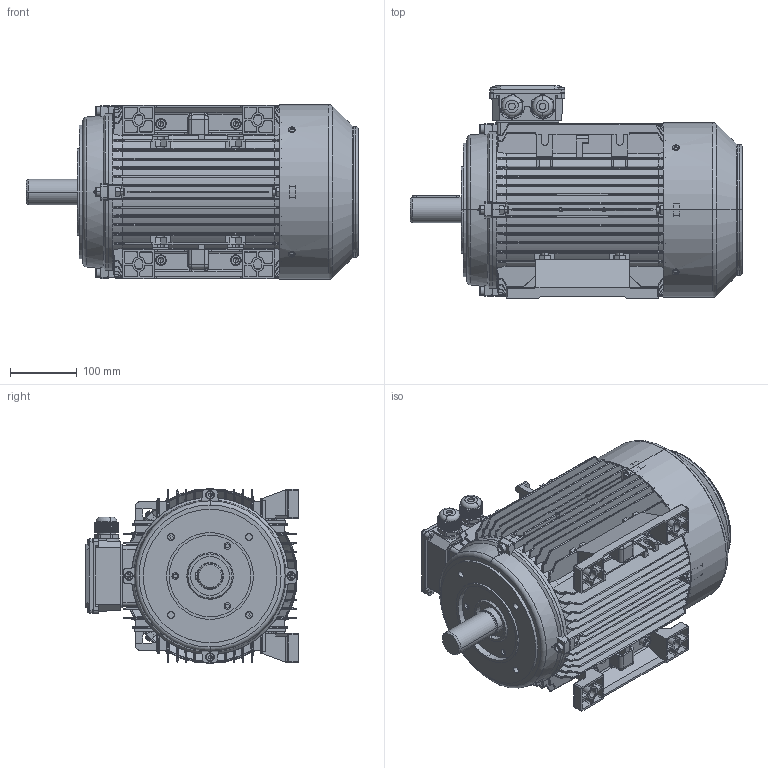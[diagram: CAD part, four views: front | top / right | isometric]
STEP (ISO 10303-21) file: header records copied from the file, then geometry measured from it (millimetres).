
FILE_DESCRIPTION (( 'STEP AP203' ), '1' );
FILE_NAME ('T132M B34(·½).STEP', '2015-04-27T01:27:06', ( 'USER' ), ( 'MS' ), 'SwSTEP 2.0', 'SolidWorks 2008', '' );
FILE_SCHEMA (( 'CONFIG_CONTROL_DESIGN' ));
Products named in the file (17): T132M B34(源); TA132后盖1_默认; TA132风罩_默认; 112-132出线螺套_默认; Hexagon nuts grade C GB_GB_FASTENER_NUT_SNC1 M10-N; Hexagon socket head cap screws GB_GB_FASTENER_SCREWS_HSHCS M10X30-N; T132M机壳_默认; T132M底脚_默认; T132M转轴_默认; 132风叶_默认; Plain parallel keys_GB_CONNECTING_PIECE_KEYS_CSK 10X70; Hexagon nuts grade C GB_GB_FASTENER_NUT_SNC1 M8-N; Hexagon socket head cap screws GB_GB_FASTENER_SCREWS_HSHCS M8X35-N; MS132接线盒座_默认; MS132接线盒盖_默认; Cross recessed thread forming screws GB_GB_CROSS_SCREWS_TYPE138 M5X12-N; TA132B14法兰1_默认
Assembly tree (45 placements, depth 2):
  T132M B34(源)
    112-132出线螺套_默认  x2
    Hexagon socket head cap screws GB_GB_FASTENER_SCREWS_HSHCS M10X30-N  x4
    MS132接线盒盖_默认
    Hexagon socket head cap screws GB_GB_FASTENER_SCREWS_HSHCS M8X35-N  x8
    Cross recessed thread forming screws GB_GB_CROSS_SCREWS_TYPE138 M5X12-N  x8
    MS132接线盒座_默认
    TA132风罩_默认
    Hexagon nuts grade C GB_GB_FASTENER_NUT_SNC1 M8-N  x8
    T132M底脚_默认  x2
    TA132后盖1_默认
    Hexagon nuts grade C GB_GB_FASTENER_NUT_SNC1 M10-N  x4
    T132M机壳_默认
    T132M转轴_默认
    Plain parallel keys_GB_CONNECTING_PIECE_KEYS_CSK 10X70
    TA132B14法兰1_默认
    132风叶_默认
Bounding box: 497 x 318 x 261.5 mm (x, y, z)
Volume: 3766958.2 mm3; surface area: 1901321.5 mm2
Topology: 45 solids, 45 shells, 5688 faces, 15458 edges, 9795 vertices
Faces by surface type: plane 3064, cylinder 1373, bspline 701, cone 380, torus 134, sphere 36
Entity records: 178187 total; most frequent: CARTESIAN_POINT 64097, ORIENTED_EDGE 25444, DIRECTION 20183, EDGE_CURVE 12722, VERTEX_POINT 8157, VECTOR 7173, LINE 7173, AXIS2_PLACEMENT_3D 6505
